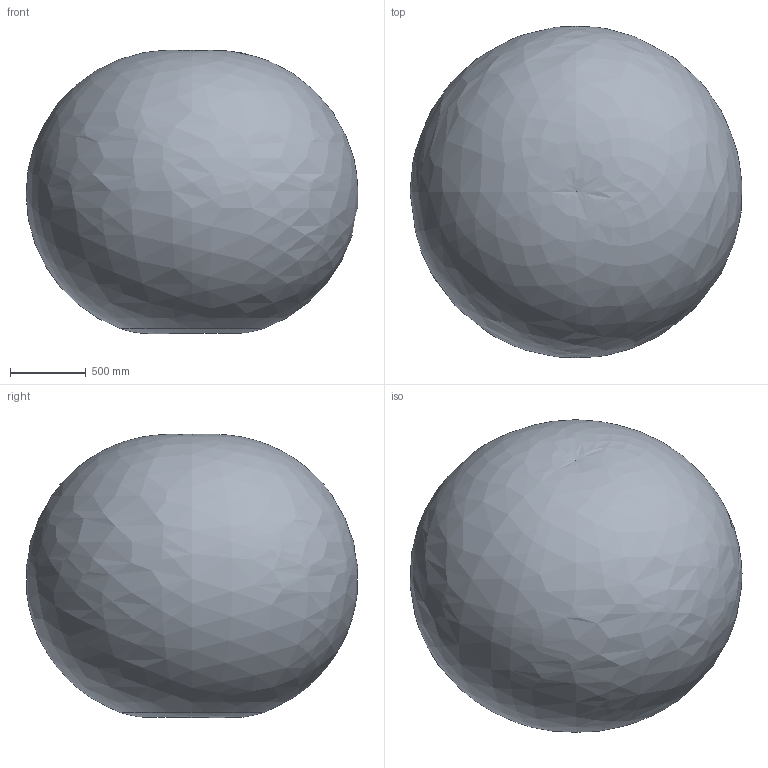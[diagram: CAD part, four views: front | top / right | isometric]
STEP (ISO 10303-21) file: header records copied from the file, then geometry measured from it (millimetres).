
FILE_DESCRIPTION(/* description */ ('STEP AP214'),/* implementation_level */ '2;1');
FILE_NAME(/* name */ '3D-model_AT_00011.stp',/* time_stamp */ '2025-08-25T11:38:56+02:00',/* author */ ('josha-tim.penalver'),/* organization */ (''),/* preprocessor_version */ 'ST-DEVELOPER v19.2',/* originating_system */ 'Autodesk Inventor 2023',/* authorisation */ '');
FILE_SCHEMA (('AUTOMOTIVE_DESIGN { 1 0 10303 214 3 1 1 }'));
Products named in the file (17): AT_00011_DUMMY articc6-1199-3kg; MT_BGR00109848; MT_WST00112314 DUMMY Grundgestell; MT_WST00116685; MT_BGR00109847; MT_WST00112315 DUMMY Karussell; MT_WST00116691; MT_BGR00109846; MT_WST00112325 DUMMY Schwinge; MT_WST00116690; MT_BGR00109845; MT_WST00112316 DUMMY Karussell; MT_WST00116692; MT_WST00112326 DUMMY Arm; MT_WST00112318 DUMMY Schalter; MT_WST00112263 Flansch; MT_WST00113293 Arbeitsbereich
Assembly tree (16 placements, depth 3):
  AT_00011_DUMMY articc6-1199-3kg
    MT_BGR00109848
      MT_WST00112314 DUMMY Grundgestell
      MT_WST00116685
    MT_BGR00109847
      MT_WST00112315 DUMMY Karussell
      MT_WST00116691
    MT_BGR00109846
      MT_WST00112325 DUMMY Schwinge
      MT_WST00116690
    MT_BGR00109845
      MT_WST00112316 DUMMY Karussell
      MT_WST00116692
    MT_WST00112326 DUMMY Arm
    MT_WST00112318 DUMMY Schalter
    MT_WST00112263 Flansch
    MT_WST00113293 Arbeitsbereich
Bounding box: 2196.19 x 2192.21 x 1874.1 mm (x, y, z)
Volume: 4906840590.6 mm3; surface area: 18407772.7 mm2
Topology: 8 solids, 13 shells, 5989 faces, 14752 edges, 8827 vertices
Faces by surface type: plane 1855, bspline 1658, cylinder 1657, torus 455, sphere 195, cone 169
Full cylindrical faces by diameter (mm): 3.3 x2, 4 x8, 4.2 x4, 4.917 x13, 5 x19, 5.5 x4, 6 x2, 6.4 x2, 6.8 x12, 7 x6, 7.6 x48, 7.925 x2, 8 x2, 8.5 x56, 8.9 x1, 9 x2, 9.525 x2, 9.9 x5, 10 x21, 11.6 x2, 12 x7, 13 x1, 16 x21, 18 x4, 20 x1, 20.4 x1, 22 x9, 30 x2, 39 x4, 39.6 x1
Entity records: 328785 total; most frequent: CARTESIAN_POINT 190223, ORIENTED_EDGE 29028, DIRECTION 26498, EDGE_CURVE 14518, AXIS2_PLACEMENT_3D 10493, VERTEX_POINT 8831, EDGE_LOOP 6387, FACE_OUTER_BOUND 5989
